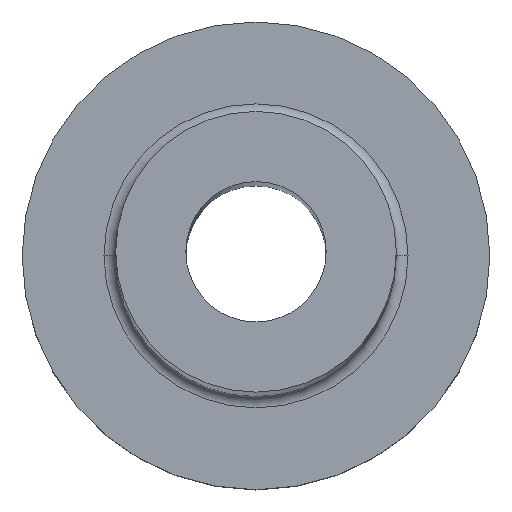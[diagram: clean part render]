
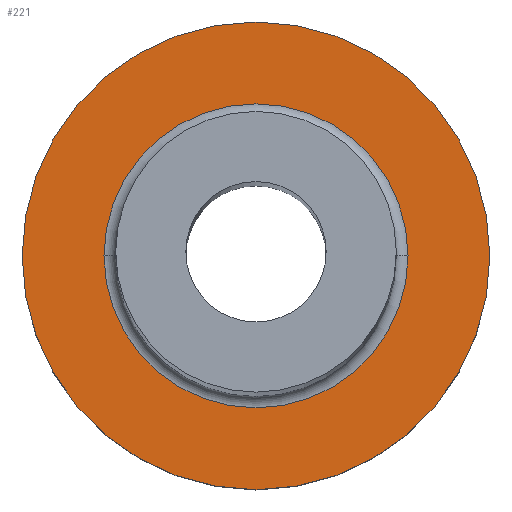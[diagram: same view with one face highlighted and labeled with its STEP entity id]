
A CAD part, top view. The second image highlights one B-rep face of the part: STEP entity #221.
In plain terms, the highlighted planar face has unit normal (0, 0, 1).
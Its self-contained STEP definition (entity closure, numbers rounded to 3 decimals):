
#6 = DIRECTION ( 'NONE',  ( 0., 0., 1. ) ) ;
#23 = CIRCLE ( 'NONE', #61, 6.5 ) ;
#26 = DIRECTION ( 'NONE',  ( 0., 0., -1. ) ) ;
#31 = EDGE_CURVE ( 'NONE', #252, #97, #333, .T. ) ;
#32 = AXIS2_PLACEMENT_3D ( 'NONE', #271, #6, #40 ) ;
#40 = DIRECTION ( 'NONE',  ( 1., 0., 0. ) ) ;
#48 = DIRECTION ( 'NONE',  ( 0., 0., -1. ) ) ;
#59 = CARTESIAN_POINT ( 'NONE',  ( 10., 0., 7. ) ) ;
#61 = AXIS2_PLACEMENT_3D ( 'NONE', #256, #48, #76 ) ;
#66 = DIRECTION ( 'NONE',  ( 1., 0., 0. ) ) ;
#68 = AXIS2_PLACEMENT_3D ( 'NONE', #183, #26, #92 ) ;
#69 = CARTESIAN_POINT ( 'NONE',  ( 6.5, 0., 7. ) ) ;
#73 = VERTEX_POINT ( 'NONE', #346 ) ;
#76 = DIRECTION ( 'NONE',  ( 1., 0., 0. ) ) ;
#82 = VERTEX_POINT ( 'NONE', #59 ) ;
#87 = CARTESIAN_POINT ( 'NONE',  ( -6.5, 0., 7. ) ) ;
#91 = CIRCLE ( 'NONE', #157, 10. ) ;
#92 = DIRECTION ( 'NONE',  ( 1., 0., 0. ) ) ;
#97 = VERTEX_POINT ( 'NONE', #87 ) ;
#129 = EDGE_CURVE ( 'NONE', #73, #82, #91, .T. ) ;
#138 = EDGE_LOOP ( 'NONE', ( #165, #339 ) ) ;
#148 = AXIS2_PLACEMENT_3D ( 'NONE', #303, #300, #66 ) ;
#157 = AXIS2_PLACEMENT_3D ( 'NONE', #268, #177, #294 ) ;
#159 = PLANE ( 'NONE',  #148 ) ;
#165 = ORIENTED_EDGE ( 'NONE', *, *, #31, .T. ) ;
#177 = DIRECTION ( 'NONE',  ( 0., 0., 1. ) ) ;
#183 = CARTESIAN_POINT ( 'NONE',  ( 0., 0., 7. ) ) ;
#221 = ADVANCED_FACE ( 'NONE', ( #276, #327 ), #159, .T. ) ;
#229 = ORIENTED_EDGE ( 'NONE', *, *, #129, .T. ) ;
#252 = VERTEX_POINT ( 'NONE', #69 ) ;
#256 = CARTESIAN_POINT ( 'NONE',  ( 0., 0., 7. ) ) ;
#268 = CARTESIAN_POINT ( 'NONE',  ( 0., 0., 7. ) ) ;
#271 = CARTESIAN_POINT ( 'NONE',  ( 0., 0., 7. ) ) ;
#276 = FACE_BOUND ( 'NONE', #138, .T. ) ;
#278 = EDGE_CURVE ( 'NONE', #82, #73, #299, .T. ) ;
#280 = EDGE_LOOP ( 'NONE', ( #229, #355 ) ) ;
#294 = DIRECTION ( 'NONE',  ( 1., 0., 0. ) ) ;
#299 = CIRCLE ( 'NONE', #32, 10. ) ;
#300 = DIRECTION ( 'NONE',  ( 0., 0., 1. ) ) ;
#303 = CARTESIAN_POINT ( 'NONE',  ( 0., 0., 7. ) ) ;
#327 = FACE_OUTER_BOUND ( 'NONE', #280, .T. ) ;
#333 = CIRCLE ( 'NONE', #68, 6.5 ) ;
#339 = ORIENTED_EDGE ( 'NONE', *, *, #344, .T. ) ;
#344 = EDGE_CURVE ( 'NONE', #97, #252, #23, .T. ) ;
#346 = CARTESIAN_POINT ( 'NONE',  ( -10., 0., 7. ) ) ;
#355 = ORIENTED_EDGE ( 'NONE', *, *, #278, .T. ) ;
